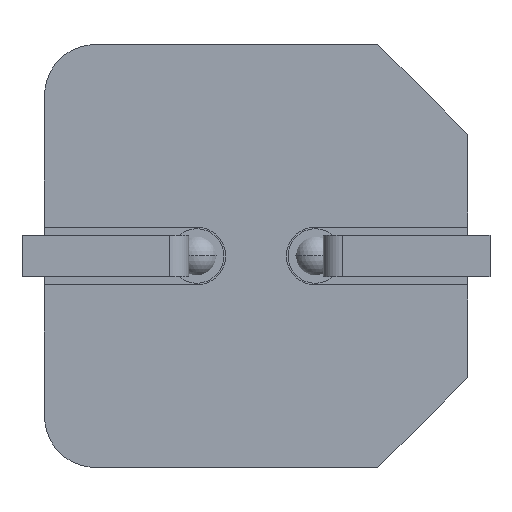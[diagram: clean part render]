
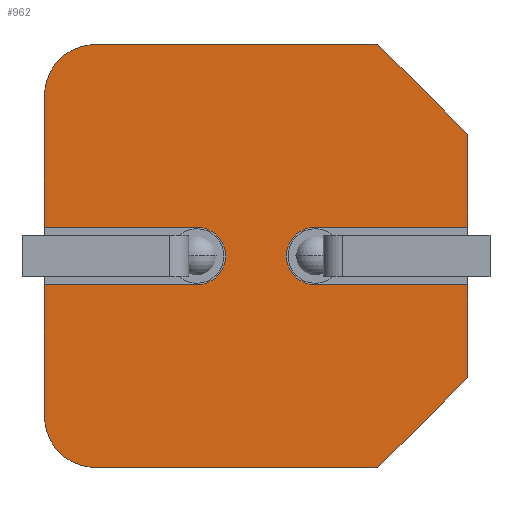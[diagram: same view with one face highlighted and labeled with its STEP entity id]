
A CAD part, front view. The second image highlights one B-rep face of the part: STEP entity #962.
In plain terms, the highlighted planar face has unit normal (0, -1, 0).
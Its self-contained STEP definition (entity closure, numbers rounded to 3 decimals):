
#18 = EDGE_CURVE ( 'NONE', #938, #601, #1276, .T. ) ;
#37 = CARTESIAN_POINT ( 'NONE',  ( -3.3, 0., -0.45 ) ) ;
#58 = DIRECTION ( 'NONE',  ( 1., 0., 0. ) ) ;
#88 = CIRCLE ( 'NONE', #995, 0.8 ) ;
#102 = EDGE_CURVE ( 'NONE', #1570, #938, #1173, .T. ) ;
#129 = DIRECTION ( 'NONE',  ( 0., 0., -1. ) ) ;
#130 = ORIENTED_EDGE ( 'NONE', *, *, #792, .F. ) ;
#191 = CARTESIAN_POINT ( 'NONE',  ( -0.925, 0., 0.45 ) ) ;
#192 = ORIENTED_EDGE ( 'NONE', *, *, #1234, .T. ) ;
#196 = EDGE_CURVE ( 'NONE', #1520, #1708, #2232, .T. ) ;
#205 = CARTESIAN_POINT ( 'NONE',  ( -3.3, 0., 0.45 ) ) ;
#209 = EDGE_CURVE ( 'NONE', #645, #437, #1883, .T. ) ;
#229 = VERTEX_POINT ( 'NONE', #2053 ) ;
#247 = CARTESIAN_POINT ( 'NONE',  ( -2.5, 0., -3.3 ) ) ;
#255 = CIRCLE ( 'NONE', #2071, 0.8 ) ;
#256 = DIRECTION ( 'NONE',  ( 1., 0., 0. ) ) ;
#300 = EDGE_LOOP ( 'NONE', ( #1565, #818, #596, #2137, #1742, #192, #1775, #2140, #1772, #887, #1403, #554, #130, #335, #340, #1562 ) ) ;
#307 = CARTESIAN_POINT ( 'NONE',  ( 1.9, 0., -3.3 ) ) ;
#332 = EDGE_CURVE ( 'NONE', #229, #1230, #1482, .T. ) ;
#335 = ORIENTED_EDGE ( 'NONE', *, *, #1119, .F. ) ;
#340 = ORIENTED_EDGE ( 'NONE', *, *, #196, .F. ) ;
#346 = CARTESIAN_POINT ( 'NONE',  ( 2.6, 0., -2.6 ) ) ;
#347 = LINE ( 'NONE', #205, #425 ) ;
#398 = CARTESIAN_POINT ( 'NONE',  ( 0.925, 0., -0.45 ) ) ;
#404 = CARTESIAN_POINT ( 'NONE',  ( 3.3, 0., -0.45 ) ) ;
#425 = VECTOR ( 'NONE', #1755, 1000. ) ;
#437 = VERTEX_POINT ( 'NONE', #247 ) ;
#492 = AXIS2_PLACEMENT_3D ( 'NONE', #1839, #1166, #1313 ) ;
#496 = CARTESIAN_POINT ( 'NONE',  ( 3.3, 0., -0.45 ) ) ;
#552 = CARTESIAN_POINT ( 'NONE',  ( -3.3, 0., 0.45 ) ) ;
#554 = ORIENTED_EDGE ( 'NONE', *, *, #1913, .T. ) ;
#559 = AXIS2_PLACEMENT_3D ( 'NONE', #1720, #702, #2248 ) ;
#570 = VERTEX_POINT ( 'NONE', #1634 ) ;
#576 = VECTOR ( 'NONE', #2042, 1000. ) ;
#596 = ORIENTED_EDGE ( 'NONE', *, *, #209, .F. ) ;
#599 = VERTEX_POINT ( 'NONE', #1650 ) ;
#601 = VERTEX_POINT ( 'NONE', #611 ) ;
#611 = CARTESIAN_POINT ( 'NONE',  ( 3.3, 0., 0.45 ) ) ;
#617 = DIRECTION ( 'NONE',  ( 0., 0., 1. ) ) ;
#645 = VERTEX_POINT ( 'NONE', #307 ) ;
#670 = CARTESIAN_POINT ( 'NONE',  ( 3.3, 0., 3.3 ) ) ;
#671 = DIRECTION ( 'NONE',  ( 0., 0., -1. ) ) ;
#702 = DIRECTION ( 'NONE',  ( 0., -1., 0. ) ) ;
#782 = VECTOR ( 'NONE', #2223, 1000. ) ;
#792 = EDGE_CURVE ( 'NONE', #1000, #599, #1045, .T. ) ;
#818 = ORIENTED_EDGE ( 'NONE', *, *, #2038, .T. ) ;
#819 = CARTESIAN_POINT ( 'NONE',  ( 3.3, 0., 3.3 ) ) ;
#863 = LINE ( 'NONE', #819, #1740 ) ;
#879 = EDGE_CURVE ( 'NONE', #1748, #1230, #2031, .T. ) ;
#887 = ORIENTED_EDGE ( 'NONE', *, *, #332, .T. ) ;
#938 = VERTEX_POINT ( 'NONE', #2050 ) ;
#946 = VECTOR ( 'NONE', #256, 1000. ) ;
#947 = LINE ( 'NONE', #2148, #1789 ) ;
#962 = ADVANCED_FACE ( 'NONE', ( #1358 ), #1557, .T. ) ;
#967 = CARTESIAN_POINT ( 'NONE',  ( -2.5, 0., 3.3 ) ) ;
#995 = AXIS2_PLACEMENT_3D ( 'NONE', #2247, #1900, #1209 ) ;
#1000 = VERTEX_POINT ( 'NONE', #552 ) ;
#1021 = LINE ( 'NONE', #346, #1875 ) ;
#1045 = LINE ( 'NONE', #1164, #576 ) ;
#1058 = CARTESIAN_POINT ( 'NONE',  ( 2.6, 0., 2.6 ) ) ;
#1077 = CARTESIAN_POINT ( 'NONE',  ( -3.3, 0., -2.5 ) ) ;
#1099 = VERTEX_POINT ( 'NONE', #1077 ) ;
#1119 = EDGE_CURVE ( 'NONE', #1708, #1000, #347, .T. ) ;
#1164 = CARTESIAN_POINT ( 'NONE',  ( -3.3, 0., 3.3 ) ) ;
#1166 = DIRECTION ( 'NONE',  ( 0., 1., 0. ) ) ;
#1173 = CIRCLE ( 'NONE', #492, 0.45 ) ;
#1198 = EDGE_CURVE ( 'NONE', #570, #1520, #2252, .T. ) ;
#1209 = DIRECTION ( 'NONE',  ( 0., 0., -1. ) ) ;
#1224 = VECTOR ( 'NONE', #1951, 1000. ) ;
#1230 = VERTEX_POINT ( 'NONE', #1616 ) ;
#1234 = EDGE_CURVE ( 'NONE', #1444, #1570, #1581, .T. ) ;
#1276 = LINE ( 'NONE', #1628, #1328 ) ;
#1313 = DIRECTION ( 'NONE',  ( 0., 0., -1. ) ) ;
#1328 = VECTOR ( 'NONE', #58, 1000. ) ;
#1352 = CARTESIAN_POINT ( 'NONE',  ( -3.3, 0., -3.3 ) ) ;
#1358 = FACE_OUTER_BOUND ( 'NONE', #300, .T. ) ;
#1366 = DIRECTION ( 'NONE',  ( 0., 0., -1. ) ) ;
#1368 = DIRECTION ( 'NONE',  ( 0., 0., -1. ) ) ;
#1403 = ORIENTED_EDGE ( 'NONE', *, *, #879, .F. ) ;
#1444 = VERTEX_POINT ( 'NONE', #496 ) ;
#1456 = EDGE_CURVE ( 'NONE', #1444, #2153, #863, .T. ) ;
#1482 = LINE ( 'NONE', #1058, #1530 ) ;
#1520 = VERTEX_POINT ( 'NONE', #1948 ) ;
#1530 = VECTOR ( 'NONE', #1582, 1000. ) ;
#1556 = VECTOR ( 'NONE', #1368, 1000. ) ;
#1557 = PLANE ( 'NONE',  #559 ) ;
#1562 = ORIENTED_EDGE ( 'NONE', *, *, #1198, .F. ) ;
#1565 = ORIENTED_EDGE ( 'NONE', *, *, #1766, .F. ) ;
#1566 = DIRECTION ( 'NONE',  ( 1., 0., 0. ) ) ;
#1570 = VERTEX_POINT ( 'NONE', #398 ) ;
#1581 = LINE ( 'NONE', #404, #1224 ) ;
#1582 = DIRECTION ( 'NONE',  ( -0.707, 0., 0.707 ) ) ;
#1616 = CARTESIAN_POINT ( 'NONE',  ( 1.9, 0., 3.3 ) ) ;
#1628 = CARTESIAN_POINT ( 'NONE',  ( 3.3, 0., 0.45 ) ) ;
#1634 = CARTESIAN_POINT ( 'NONE',  ( -3.3, 0., -0.45 ) ) ;
#1647 = EDGE_CURVE ( 'NONE', #229, #601, #2175, .T. ) ;
#1650 = CARTESIAN_POINT ( 'NONE',  ( -3.3, 0., 2.5 ) ) ;
#1671 = DIRECTION ( 'NONE',  ( 0., -1., 0. ) ) ;
#1708 = VERTEX_POINT ( 'NONE', #191 ) ;
#1720 = CARTESIAN_POINT ( 'NONE',  ( 0., 0., 0. ) ) ;
#1723 = CARTESIAN_POINT ( 'NONE',  ( 3.3, 0., -1.9 ) ) ;
#1740 = VECTOR ( 'NONE', #671, 1000. ) ;
#1742 = ORIENTED_EDGE ( 'NONE', *, *, #1456, .F. ) ;
#1748 = VERTEX_POINT ( 'NONE', #967 ) ;
#1755 = DIRECTION ( 'NONE',  ( -1., 0., 0. ) ) ;
#1766 = EDGE_CURVE ( 'NONE', #1099, #570, #947, .T. ) ;
#1772 = ORIENTED_EDGE ( 'NONE', *, *, #1647, .F. ) ;
#1775 = ORIENTED_EDGE ( 'NONE', *, *, #102, .T. ) ;
#1789 = VECTOR ( 'NONE', #617, 1000. ) ;
#1839 = CARTESIAN_POINT ( 'NONE',  ( 0.925, 0., 0. ) ) ;
#1852 = CARTESIAN_POINT ( 'NONE',  ( -2.5, 0., 2.5 ) ) ;
#1875 = VECTOR ( 'NONE', #2083, 1000. ) ;
#1883 = LINE ( 'NONE', #1352, #782 ) ;
#1891 = CARTESIAN_POINT ( 'NONE',  ( -0.925, 0., 0. ) ) ;
#1900 = DIRECTION ( 'NONE',  ( 0., -1., 0. ) ) ;
#1913 = EDGE_CURVE ( 'NONE', #1748, #599, #255, .T. ) ;
#1948 = CARTESIAN_POINT ( 'NONE',  ( -0.925, 0., -0.45 ) ) ;
#1949 = AXIS2_PLACEMENT_3D ( 'NONE', #1891, #2238, #1366 ) ;
#1951 = DIRECTION ( 'NONE',  ( -1., 0., 0. ) ) ;
#2031 = LINE ( 'NONE', #2235, #2144 ) ;
#2038 = EDGE_CURVE ( 'NONE', #1099, #437, #88, .T. ) ;
#2042 = DIRECTION ( 'NONE',  ( 0., 0., 1. ) ) ;
#2050 = CARTESIAN_POINT ( 'NONE',  ( 0.925, 0., 0.45 ) ) ;
#2053 = CARTESIAN_POINT ( 'NONE',  ( 3.3, 0., 1.9 ) ) ;
#2071 = AXIS2_PLACEMENT_3D ( 'NONE', #1852, #1671, #129 ) ;
#2083 = DIRECTION ( 'NONE',  ( 0.707, 0., 0.707 ) ) ;
#2120 = EDGE_CURVE ( 'NONE', #645, #2153, #1021, .T. ) ;
#2137 = ORIENTED_EDGE ( 'NONE', *, *, #2120, .T. ) ;
#2140 = ORIENTED_EDGE ( 'NONE', *, *, #18, .T. ) ;
#2144 = VECTOR ( 'NONE', #1566, 1000. ) ;
#2148 = CARTESIAN_POINT ( 'NONE',  ( -3.3, 0., 3.3 ) ) ;
#2153 = VERTEX_POINT ( 'NONE', #1723 ) ;
#2175 = LINE ( 'NONE', #670, #1556 ) ;
#2223 = DIRECTION ( 'NONE',  ( -1., 0., 0. ) ) ;
#2232 = CIRCLE ( 'NONE', #1949, 0.45 ) ;
#2235 = CARTESIAN_POINT ( 'NONE',  ( -3.3, 0., 3.3 ) ) ;
#2238 = DIRECTION ( 'NONE',  ( 0., -1., 0. ) ) ;
#2247 = CARTESIAN_POINT ( 'NONE',  ( -2.5, 0., -2.5 ) ) ;
#2248 = DIRECTION ( 'NONE',  ( 0., 0., -1. ) ) ;
#2252 = LINE ( 'NONE', #37, #946 ) ;
